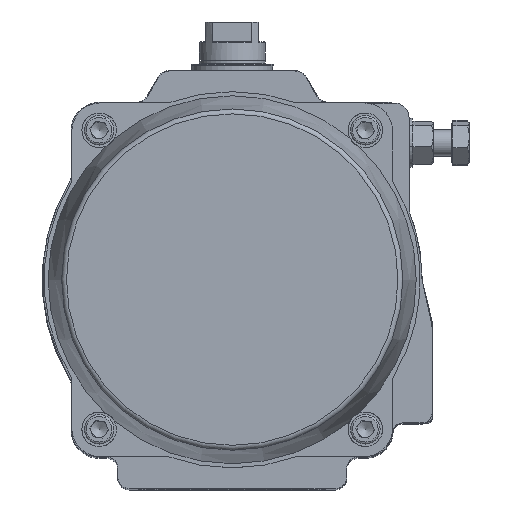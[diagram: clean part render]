
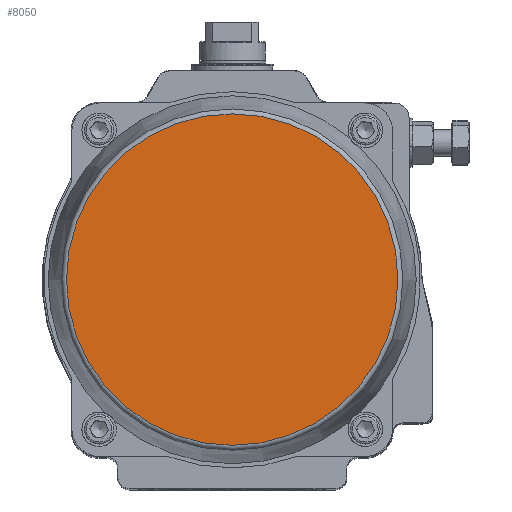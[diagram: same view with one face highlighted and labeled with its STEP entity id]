
A CAD part, top view. The second image highlights one B-rep face of the part: STEP entity #8050.
In plain terms, the highlighted planar face has unit normal (0, 0, 1).
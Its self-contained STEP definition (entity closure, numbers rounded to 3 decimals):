
#2717=ORIENTED_EDGE('',*,*,#4153,.F.);
#4153=EDGE_CURVE('',#5059,#5059,#5675,.T.);
#5059=VERTEX_POINT('',#15097);
#5675=CIRCLE('',#9081,100.895);
#6395=EDGE_LOOP('',(#2717));
#7226=FACE_BOUND('',#6395,.T.);
#7617=PLANE('',#9080);
#8050=ADVANCED_FACE('',(#7226),#7617,.F.);
#9080=AXIS2_PLACEMENT_3D('',#15095,#11125,#11126);
#9081=AXIS2_PLACEMENT_3D('',#15096,#11127,#11128);
#11125=DIRECTION('',(0.,0.,-1.));
#11126=DIRECTION('',(1.,0.,0.));
#11127=DIRECTION('',(0.,0.,-1.));
#11128=DIRECTION('',(1.,0.,0.));
#15095=CARTESIAN_POINT('',(0.,0.,60.));
#15096=CARTESIAN_POINT('',(0.,0.,60.));
#15097=CARTESIAN_POINT('',(100.895,0.,60.));
